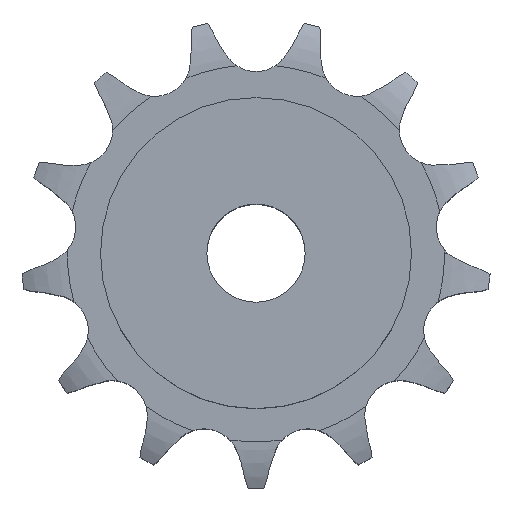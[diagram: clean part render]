
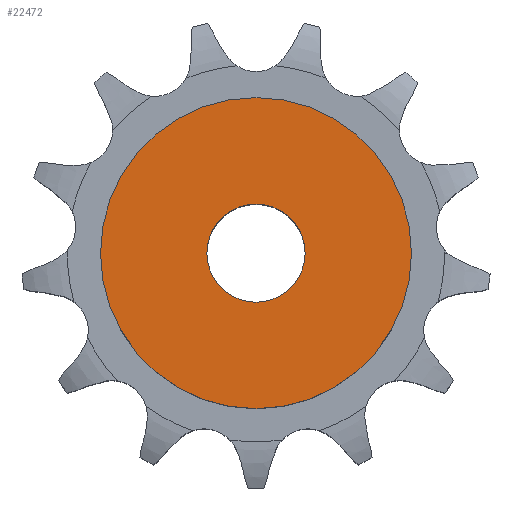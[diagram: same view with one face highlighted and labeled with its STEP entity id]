
A CAD part, top view. The second image highlights one B-rep face of the part: STEP entity #22472.
In plain terms, the highlighted planar face has unit normal (0, 0, 1).
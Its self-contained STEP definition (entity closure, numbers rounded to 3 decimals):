
#12074 = CYLINDRICAL_SURFACE('',#12075,6.);
#12075 = AXIS2_PLACEMENT_3D('',#12076,#12077,#12078);
#12076 = CARTESIAN_POINT('',(0.,0.,99.419));
#12077 = DIRECTION('',(0.,0.,1.));
#12078 = DIRECTION('',(1.,0.,0.));
#15387 = EDGE_CURVE('',#15388,#15388,#15390,.T.);
#15388 = VERTEX_POINT('',#15389);
#15389 = CARTESIAN_POINT('',(6.,0.,35.));
#15390 = SURFACE_CURVE('',#15391,(#15396,#15403),.PCURVE_S1.);
#15391 = CIRCLE('',#15392,6.);
#15392 = AXIS2_PLACEMENT_3D('',#15393,#15394,#15395);
#15393 = CARTESIAN_POINT('',(0.,0.,35.));
#15394 = DIRECTION('',(0.,0.,1.));
#15395 = DIRECTION('',(1.,0.,0.));
#15396 = PCURVE('',#12074,#15397);
#15397 = DEFINITIONAL_REPRESENTATION('',(#15398),#15402);
#15398 = LINE('',#15399,#15400);
#15399 = CARTESIAN_POINT('',(0.,-64.419));
#15400 = VECTOR('',#15401,1.);
#15401 = DIRECTION('',(1.,0.));
#15402 = ( GEOMETRIC_REPRESENTATION_CONTEXT(2) 
PARAMETRIC_REPRESENTATION_CONTEXT() REPRESENTATION_CONTEXT('2D SPACE',''
  ) );
#15403 = PCURVE('',#15404,#15409);
#15404 = PLANE('',#15405);
#15405 = AXIS2_PLACEMENT_3D('',#15406,#15407,#15408);
#15406 = CARTESIAN_POINT('',(0.,0.,35.)
  );
#15407 = DIRECTION('',(0.,0.,1.));
#15408 = DIRECTION('',(1.,0.,0.));
#15409 = DEFINITIONAL_REPRESENTATION('',(#15410),#15414);
#15410 = CIRCLE('',#15411,6.);
#15411 = AXIS2_PLACEMENT_2D('',#15412,#15413);
#15412 = CARTESIAN_POINT('',(0.,0.));
#15413 = DIRECTION('',(1.,0.));
#15414 = ( GEOMETRIC_REPRESENTATION_CONTEXT(2) 
PARAMETRIC_REPRESENTATION_CONTEXT() REPRESENTATION_CONTEXT('2D SPACE',''
  ) );
#22472 = ADVANCED_FACE('',(#22473,#22504),#15404,.T.);
#22473 = FACE_BOUND('',#22474,.T.);
#22474 = EDGE_LOOP('',(#22475));
#22475 = ORIENTED_EDGE('',*,*,#22476,.T.);
#22476 = EDGE_CURVE('',#22477,#22477,#22479,.T.);
#22477 = VERTEX_POINT('',#22478);
#22478 = CARTESIAN_POINT('',(19.,0.,35.));
#22479 = SURFACE_CURVE('',#22480,(#22485,#22492),.PCURVE_S1.);
#22480 = CIRCLE('',#22481,19.);
#22481 = AXIS2_PLACEMENT_3D('',#22482,#22483,#22484);
#22482 = CARTESIAN_POINT('',(0.,0.,35.));
#22483 = DIRECTION('',(0.,0.,1.));
#22484 = DIRECTION('',(1.,0.,0.));
#22485 = PCURVE('',#15404,#22486);
#22486 = DEFINITIONAL_REPRESENTATION('',(#22487),#22491);
#22487 = CIRCLE('',#22488,19.);
#22488 = AXIS2_PLACEMENT_2D('',#22489,#22490);
#22489 = CARTESIAN_POINT('',(0.,0.));
#22490 = DIRECTION('',(1.,0.));
#22491 = ( GEOMETRIC_REPRESENTATION_CONTEXT(2) 
PARAMETRIC_REPRESENTATION_CONTEXT() REPRESENTATION_CONTEXT('2D SPACE',''
  ) );
#22492 = PCURVE('',#22493,#22498);
#22493 = CYLINDRICAL_SURFACE('',#22494,19.);
#22494 = AXIS2_PLACEMENT_3D('',#22495,#22496,#22497);
#22495 = CARTESIAN_POINT('',(0.,0.,0.));
#22496 = DIRECTION('',(-0.,-0.,-1.));
#22497 = DIRECTION('',(1.,0.,0.));
#22498 = DEFINITIONAL_REPRESENTATION('',(#22499),#22503);
#22499 = LINE('',#22500,#22501);
#22500 = CARTESIAN_POINT('',(-0.,-35.));
#22501 = VECTOR('',#22502,1.);
#22502 = DIRECTION('',(-1.,0.));
#22503 = ( GEOMETRIC_REPRESENTATION_CONTEXT(2) 
PARAMETRIC_REPRESENTATION_CONTEXT() REPRESENTATION_CONTEXT('2D SPACE',''
  ) );
#22504 = FACE_BOUND('',#22505,.T.);
#22505 = EDGE_LOOP('',(#22506));
#22506 = ORIENTED_EDGE('',*,*,#15387,.F.);
